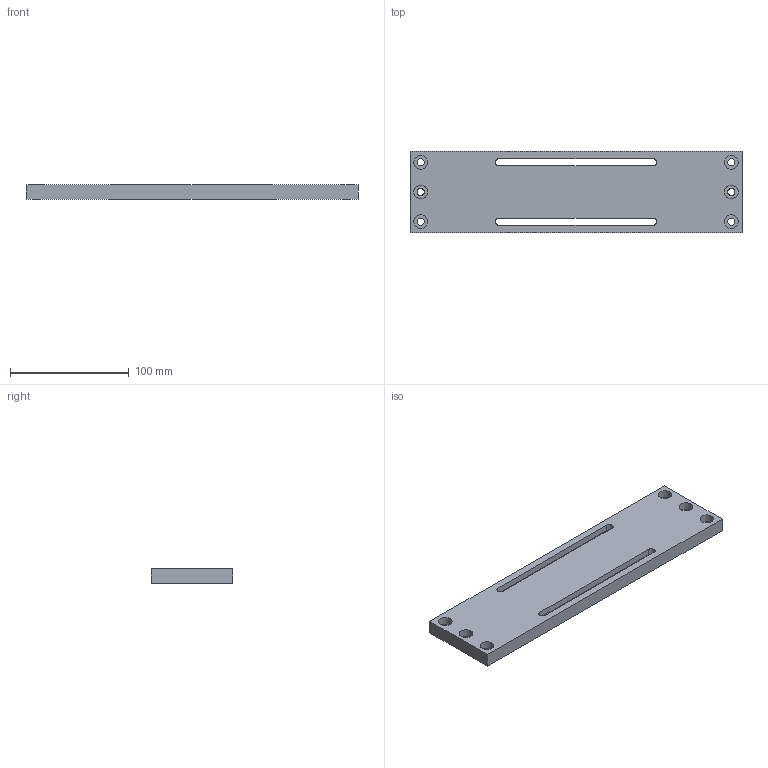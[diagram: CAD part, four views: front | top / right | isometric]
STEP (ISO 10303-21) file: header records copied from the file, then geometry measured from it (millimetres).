
FILE_DESCRIPTION(/* description */ (''),/* implementation_level */ '2;1');
FILE_NAME(/* name */ 'ASI_mesoSPIM_Bridge-wide.stp',/* time_stamp */ '2022-08-31T11:23:45+02:00',/* author */ ('nvladi'),/* organization */ (''),/* preprocessor_version */ 'ST-DEVELOPER v18.1',/* originating_system */ 'Autodesk Inventor 2021',/* authorisation */ '');
FILE_SCHEMA (('AUTOMOTIVE_DESIGN { 1 0 10303 214 3 1 1 }'));
Length unit declared in the file: millimetre
Products named in the file (1): ASI_mesoSPIM_Bridge
Bounding box: 280 x 68.58 x 12 mm (x, y, z)
Volume: 197274.4 mm3; surface area: 52103.1 mm2
Topology: 1 solids, 1 shells, 42 faces, 108 edges, 76 vertices
Faces by surface type: plane 22, cylinder 20
Full cylindrical faces by diameter (mm): 6.1 x6, 11.5 x6
Entity records: 1393 total; most frequent: DIRECTION 246, CARTESIAN_POINT 227, ORIENTED_EDGE 216, EDGE_CURVE 108, AXIS2_PLACEMENT_3D 95, VERTEX_POINT 76, EDGE_LOOP 66, LINE 56
